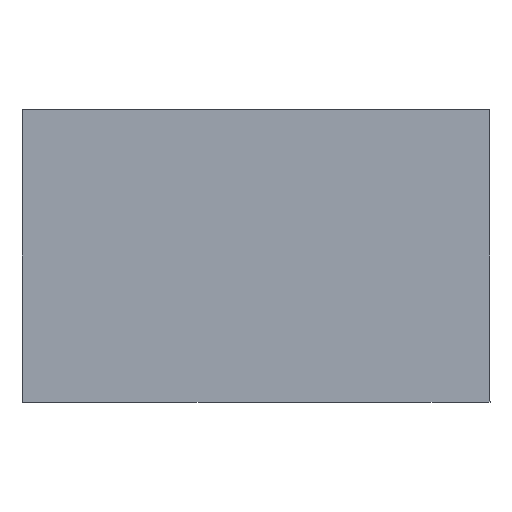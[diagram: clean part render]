
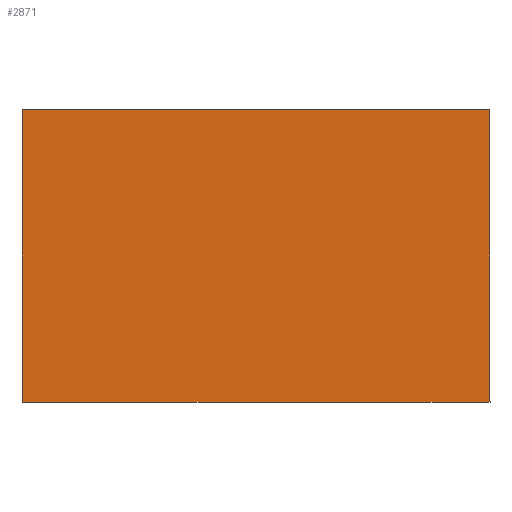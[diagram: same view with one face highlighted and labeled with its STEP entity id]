
A CAD part, left-side view. The second image highlights one B-rep face of the part: STEP entity #2871.
In plain terms, the highlighted planar face has unit normal (-1, 0, 0).
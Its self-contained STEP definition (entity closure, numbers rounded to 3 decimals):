
#548=ORIENTED_EDGE('',*,*,#1168,.F.);
#549=ORIENTED_EDGE('',*,*,#1175,.F.);
#550=ORIENTED_EDGE('',*,*,#1173,.F.);
#551=ORIENTED_EDGE('',*,*,#1171,.F.);
#1168=EDGE_CURVE('',#1520,#1521,#1838,.T.);
#1171=EDGE_CURVE('',#1521,#1522,#1841,.T.);
#1173=EDGE_CURVE('',#1522,#1523,#1843,.T.);
#1175=EDGE_CURVE('',#1523,#1520,#1845,.T.);
#1520=VERTEX_POINT('',#4941);
#1521=VERTEX_POINT('',#4942);
#1522=VERTEX_POINT('',#4947);
#1523=VERTEX_POINT('',#4951);
#1838=LINE('',#4940,#2198);
#1841=LINE('',#4946,#2201);
#1843=LINE('',#4950,#2203);
#1845=LINE('',#4954,#2205);
#2198=VECTOR('',#4113,1000.);
#2201=VECTOR('',#4118,1000.);
#2203=VECTOR('',#4122,1000.);
#2205=VECTOR('',#4126,1000.);
#2451=EDGE_LOOP('',(#548,#549,#550,#551));
#2601=FACE_BOUND('',#2451,.T.);
#2736=PLANE('',#3626);
#2871=ADVANCED_FACE('',(#2601),#2736,.F.);
#3626=AXIS2_PLACEMENT_3D('',#4955,#4127,#4128);
#4113=DIRECTION('',(0.,0.,-1.));
#4118=DIRECTION('',(0.,1.,0.));
#4122=DIRECTION('',(0.,0.,1.));
#4126=DIRECTION('',(0.,-1.,0.));
#4127=DIRECTION('',(1.,0.,0.));
#4128=DIRECTION('',(0.,1.,0.));
#4940=CARTESIAN_POINT('',(0.,-0.8,0.5));
#4941=CARTESIAN_POINT('',(0.,-0.8,0.5));
#4942=CARTESIAN_POINT('',(0.,-0.8,-0.5));
#4946=CARTESIAN_POINT('',(0.,-0.8,-0.5));
#4947=CARTESIAN_POINT('',(0.,0.8,-0.5));
#4950=CARTESIAN_POINT('',(0.,0.8,-0.5));
#4951=CARTESIAN_POINT('',(0.,0.8,0.5));
#4954=CARTESIAN_POINT('',(0.,0.8,0.5));
#4955=CARTESIAN_POINT('',(0.,0.,0.));
